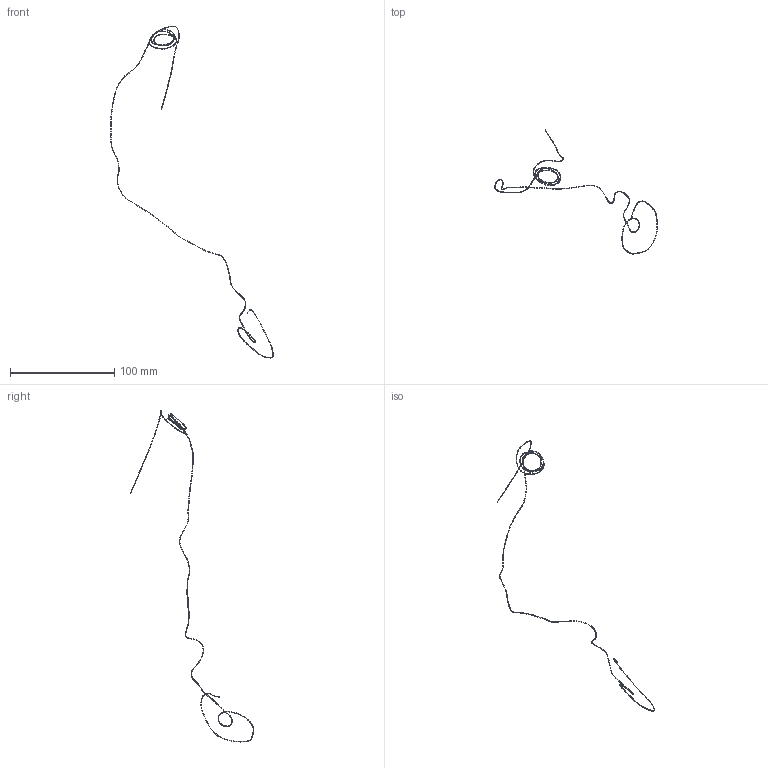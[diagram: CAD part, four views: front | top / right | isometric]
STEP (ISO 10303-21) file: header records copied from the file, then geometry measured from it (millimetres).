
FILE_DESCRIPTION(('STEP AP214'),'1');
FILE_NAME('Adult_DBS_04_Lead.step','2024-02-05T22:03:44',(' '),('ANSOFT Corporation'),'Spatial InterOp 3D',' ',' ');
FILE_SCHEMA(('AUTOMOTIVE_DESIGN { 1 0 10303 214 1 1 1 1 }'));
Length unit declared in the file: millimetre
Products named in the file (1): Lead
Bounding box: 156.4 x 118.7 x 318.82 mm (x, y, z)
Volume: 180.2 mm3; surface area: 1442 mm2
Topology: 1 solids, 1 shells, 1208 faces, 3181 edges, 1975 vertices
Faces by surface type: cylinder 1206, plane 2
Entity records: 37888 total; most frequent: DIRECTION 7574, CARTESIAN_POINT 6365, ORIENTED_EDGE 6362, AXIS2_PLACEMENT_3D 3184, EDGE_CURVE 3181, VERTEX_POINT 1975, ELLIPSE 1891, ADVANCED_FACE 1208
